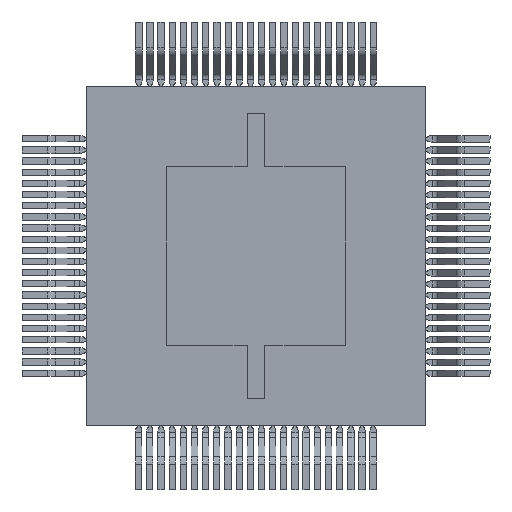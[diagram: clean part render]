
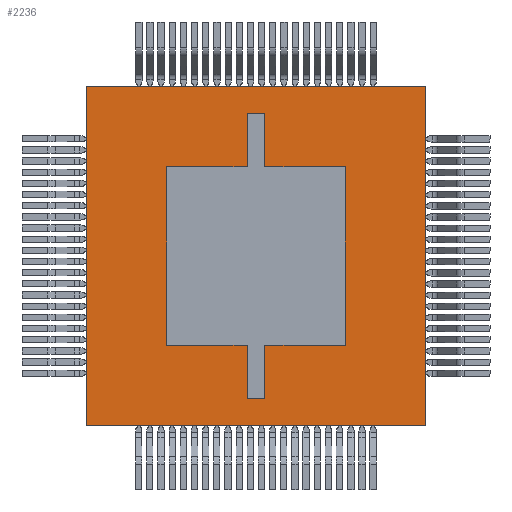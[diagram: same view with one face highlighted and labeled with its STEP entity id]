
A CAD part, left-side view. The second image highlights one B-rep face of the part: STEP entity #2236.
In plain terms, the highlighted planar face has unit normal (-1, 0, 0).
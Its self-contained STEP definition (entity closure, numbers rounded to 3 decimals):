
#2236 = ADVANCED_FACE( '', ( #5385, #5386 ), #5387, .T. );
#5385 = FACE_BOUND( '', #9178, .T. );
#5386 = FACE_OUTER_BOUND( '', #9179, .T. );
#5387 = PLANE( '', #9180 );
#9178 = EDGE_LOOP( '', ( #14575, #14576, #14577, #14578, #14579, #14580, #14581, #14582, #14583, #14584, #14585, #14586 ) );
#9179 = EDGE_LOOP( '', ( #14587, #14588, #14589, #14590 ) );
#9180 = AXIS2_PLACEMENT_3D( '', #14591, #14592, #14593 );
#14575 = ORIENTED_EDGE( '', *, *, #23507, .F. );
#14576 = ORIENTED_EDGE( '', *, *, #23441, .F. );
#14577 = ORIENTED_EDGE( '', *, *, #23508, .F. );
#14578 = ORIENTED_EDGE( '', *, *, #23509, .F. );
#14579 = ORIENTED_EDGE( '', *, *, #23510, .F. );
#14580 = ORIENTED_EDGE( '', *, *, #23511, .F. );
#14581 = ORIENTED_EDGE( '', *, *, #23512, .F. );
#14582 = ORIENTED_EDGE( '', *, *, #23513, .F. );
#14583 = ORIENTED_EDGE( '', *, *, #23514, .F. );
#14584 = ORIENTED_EDGE( '', *, *, #23171, .F. );
#14585 = ORIENTED_EDGE( '', *, *, #23515, .F. );
#14586 = ORIENTED_EDGE( '', *, *, #23516, .F. );
#14587 = ORIENTED_EDGE( '', *, *, #23517, .T. );
#14588 = ORIENTED_EDGE( '', *, *, #23518, .T. );
#14589 = ORIENTED_EDGE( '', *, *, #22702, .T. );
#14590 = ORIENTED_EDGE( '', *, *, #23519, .T. );
#14591 = CARTESIAN_POINT( '', ( -2., 0., 19. ) );
#14592 = DIRECTION( '', ( -1., 0., 0. ) );
#14593 = DIRECTION( '', ( 0., 0., -1. ) );
#22702 = EDGE_CURVE( '', #26486, #26484, #26487, .T. );
#23171 = EDGE_CURVE( '', #27339, #27340, #27341, .T. );
#23441 = EDGE_CURVE( '', #27820, #27821, #27822, .T. );
#23507 = EDGE_CURVE( '', #27821, #27930, #27931, .T. );
#23508 = EDGE_CURVE( '', #27932, #27820, #27933, .T. );
#23509 = EDGE_CURVE( '', #27934, #27932, #27935, .T. );
#23510 = EDGE_CURVE( '', #27936, #27934, #27937, .T. );
#23511 = EDGE_CURVE( '', #27938, #27936, #27939, .T. );
#23512 = EDGE_CURVE( '', #27940, #27938, #27941, .T. );
#23513 = EDGE_CURVE( '', #27942, #27940, #27943, .T. );
#23514 = EDGE_CURVE( '', #27340, #27942, #27944, .T. );
#23515 = EDGE_CURVE( '', #27945, #27339, #27946, .T. );
#23516 = EDGE_CURVE( '', #27930, #27945, #27947, .T. );
#23517 = EDGE_CURVE( '', #27948, #27949, #27950, .T. );
#23518 = EDGE_CURVE( '', #27949, #26486, #27951, .T. );
#23519 = EDGE_CURVE( '', #26484, #27948, #27952, .T. );
#26484 = VERTEX_POINT( '', #32100 );
#26486 = VERTEX_POINT( '', #32103 );
#26487 = LINE( '', #32104, #32105 );
#27339 = VERTEX_POINT( '', #33446 );
#27340 = VERTEX_POINT( '', #33447 );
#27341 = LINE( '', #33448, #33449 );
#27820 = VERTEX_POINT( '', #34233 );
#27821 = VERTEX_POINT( '', #34234 );
#27822 = LINE( '', #34235, #34236 );
#27930 = VERTEX_POINT( '', #34392 );
#27931 = LINE( '', #34393, #34394 );
#27932 = VERTEX_POINT( '', #34395 );
#27933 = LINE( '', #34396, #34397 );
#27934 = VERTEX_POINT( '', #34398 );
#27935 = LINE( '', #34399, #34400 );
#27936 = VERTEX_POINT( '', #34401 );
#27937 = LINE( '', #34402, #34403 );
#27938 = VERTEX_POINT( '', #34404 );
#27939 = LINE( '', #34405, #34406 );
#27940 = VERTEX_POINT( '', #34407 );
#27941 = LINE( '', #34408, #34409 );
#27942 = VERTEX_POINT( '', #34410 );
#27943 = LINE( '', #34411, #34412 );
#27944 = LINE( '', #34413, #34414 );
#27945 = VERTEX_POINT( '', #34415 );
#27946 = LINE( '', #34416, #34417 );
#27947 = LINE( '', #34418, #34419 );
#27948 = VERTEX_POINT( '', #34420 );
#27949 = VERTEX_POINT( '', #34421 );
#27950 = LINE( '', #34422, #34423 );
#27951 = LINE( '', #34424, #34425 );
#27952 = LINE( '', #34426, #34427 );
#32100 = CARTESIAN_POINT( '', ( -2., -19., 19. ) );
#32103 = CARTESIAN_POINT( '', ( -2., -19., 0. ) );
#32104 = CARTESIAN_POINT( '', ( -2., -19., 19. ) );
#32105 = VECTOR( '', #40472, 1000. );
#33446 = CARTESIAN_POINT( '', ( -2., -10., 17.5 ) );
#33447 = CARTESIAN_POINT( '', ( -2., -9., 17.5 ) );
#33448 = CARTESIAN_POINT( '', ( -2., 0., 17.5 ) );
#33449 = VECTOR( '', #40900, 1000. );
#34233 = CARTESIAN_POINT( '', ( -2., -10., 4.5 ) );
#34234 = CARTESIAN_POINT( '', ( -2., -14.5, 4.5 ) );
#34235 = CARTESIAN_POINT( '', ( -2., 0., 4.5 ) );
#34236 = VECTOR( '', #41152, 1000. );
#34392 = CARTESIAN_POINT( '', ( -2., -14.5, 14.5 ) );
#34393 = CARTESIAN_POINT( '', ( -2., -14.5, 19. ) );
#34394 = VECTOR( '', #41207, 1000. );
#34395 = CARTESIAN_POINT( '', ( -2., -10., 1.5 ) );
#34396 = CARTESIAN_POINT( '', ( -2., -10., 19. ) );
#34397 = VECTOR( '', #41208, 1000. );
#34398 = CARTESIAN_POINT( '', ( -2., -9., 1.5 ) );
#34399 = CARTESIAN_POINT( '', ( -2., 0., 1.5 ) );
#34400 = VECTOR( '', #41209, 1000. );
#34401 = CARTESIAN_POINT( '', ( -2., -9., 4.5 ) );
#34402 = CARTESIAN_POINT( '', ( -2., -9., 19. ) );
#34403 = VECTOR( '', #41210, 1000. );
#34404 = CARTESIAN_POINT( '', ( -2., -4.5, 4.5 ) );
#34405 = CARTESIAN_POINT( '', ( -2., 0., 4.5 ) );
#34406 = VECTOR( '', #41211, 1000. );
#34407 = CARTESIAN_POINT( '', ( -2., -4.5, 14.5 ) );
#34408 = CARTESIAN_POINT( '', ( -2., -4.5, 19. ) );
#34409 = VECTOR( '', #41212, 1000. );
#34410 = CARTESIAN_POINT( '', ( -2., -9., 14.5 ) );
#34411 = CARTESIAN_POINT( '', ( -2., 0., 14.5 ) );
#34412 = VECTOR( '', #41213, 1000. );
#34413 = CARTESIAN_POINT( '', ( -2., -9., 19. ) );
#34414 = VECTOR( '', #41214, 1000. );
#34415 = CARTESIAN_POINT( '', ( -2., -10., 14.5 ) );
#34416 = CARTESIAN_POINT( '', ( -2., -10., 19. ) );
#34417 = VECTOR( '', #41215, 1000. );
#34418 = CARTESIAN_POINT( '', ( -2., 0., 14.5 ) );
#34419 = VECTOR( '', #41216, 1000. );
#34420 = CARTESIAN_POINT( '', ( -2., 0., 19. ) );
#34421 = CARTESIAN_POINT( '', ( -2., 0., 0. ) );
#34422 = CARTESIAN_POINT( '', ( -2., 0., 19. ) );
#34423 = VECTOR( '', #41217, 1000. );
#34424 = CARTESIAN_POINT( '', ( -2., 0., 0. ) );
#34425 = VECTOR( '', #41218, 1000. );
#34426 = CARTESIAN_POINT( '', ( -2., 0., 19. ) );
#34427 = VECTOR( '', #41219, 1000. );
#40472 = DIRECTION( '', ( 0., 0., 1. ) );
#40900 = DIRECTION( '', ( 0., 1., 0. ) );
#41152 = DIRECTION( '', ( 0., -1., 0. ) );
#41207 = DIRECTION( '', ( 0., 0., 1. ) );
#41208 = DIRECTION( '', ( 0., 0., 1. ) );
#41209 = DIRECTION( '', ( 0., -1., 0. ) );
#41210 = DIRECTION( '', ( 0., 0., -1. ) );
#41211 = DIRECTION( '', ( 0., -1., 0. ) );
#41212 = DIRECTION( '', ( 0., 0., -1. ) );
#41213 = DIRECTION( '', ( 0., 1., 0. ) );
#41214 = DIRECTION( '', ( 0., 0., -1. ) );
#41215 = DIRECTION( '', ( 0., 0., 1. ) );
#41216 = DIRECTION( '', ( 0., 1., 0. ) );
#41217 = DIRECTION( '', ( 0., 0., -1. ) );
#41218 = DIRECTION( '', ( 0., -1., 0. ) );
#41219 = DIRECTION( '', ( 0., 1., 0. ) );
